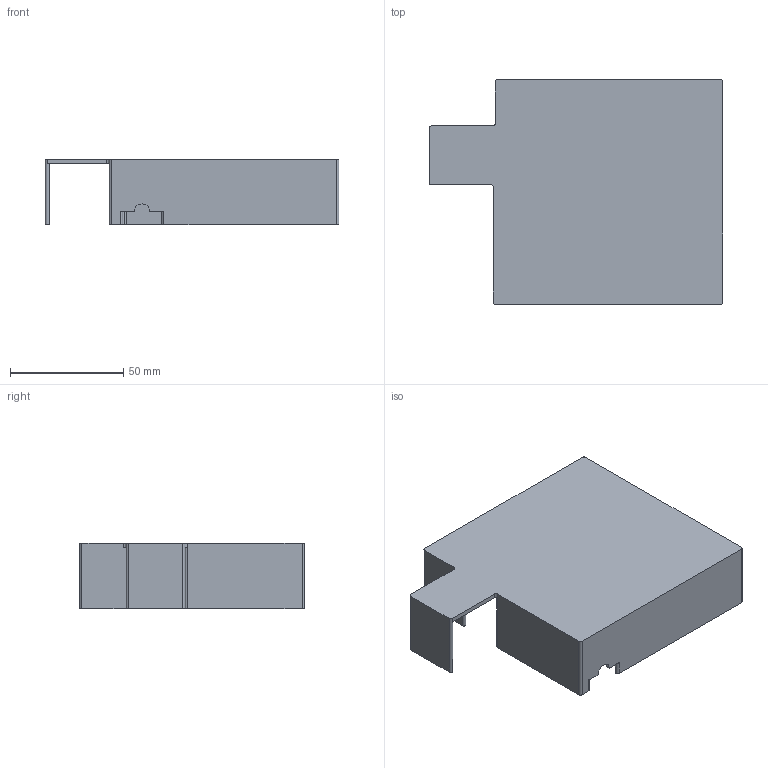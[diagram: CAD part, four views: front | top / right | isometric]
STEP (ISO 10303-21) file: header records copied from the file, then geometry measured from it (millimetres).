
FILE_DESCRIPTION(/* description */ (''),/* implementation_level */ '2;1');
FILE_NAME(/* name */ 'solenoid_housing_lid.step',/* time_stamp */ '2024-08-29T11:54:15-04:00',/* author */ (''),/* organization */ (''),/* preprocessor_version */ 'ST-DEVELOPER v20',/* originating_system */ 'Autodesk Translation Framework v13.14.0.145',/* authorisation */ '');
FILE_SCHEMA (('AUTOMOTIVE_DESIGN { 1 0 10303 214 3 1 1 }'));
Length unit declared in the file: millimetre
Products named in the file (1): box_lid
Bounding box: 129.77 x 99.3 x 29 mm (x, y, z)
Volume: 43857.4 mm3; surface area: 43503.7 mm2
Topology: 1 solids, 1 shells, 69 faces, 188 edges, 125 vertices
Faces by surface type: plane 38, cylinder 31
Full cylindrical faces by diameter (mm): 2.9 x4
Entity records: 2232 total; most frequent: DIRECTION 393, CARTESIAN_POINT 383, ORIENTED_EDGE 376, EDGE_CURVE 188, AXIS2_PLACEMENT_3D 135, VERTEX_POINT 125, LINE 123, VECTOR 123
